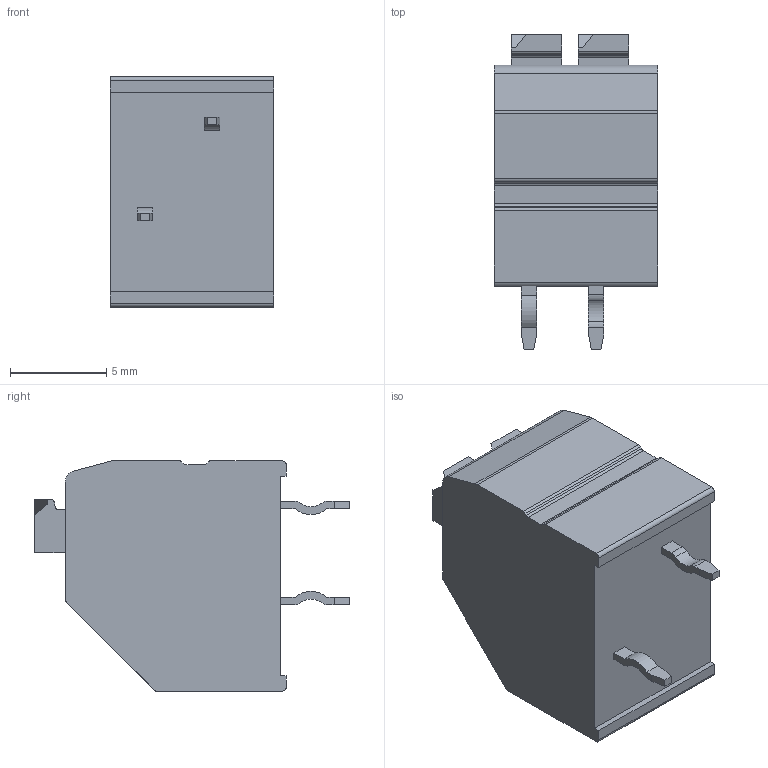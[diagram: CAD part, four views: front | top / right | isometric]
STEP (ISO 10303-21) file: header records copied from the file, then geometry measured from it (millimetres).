
FILE_DESCRIPTION((''),'2;1');
FILE_NAME('PRT0009','2024-11-02T14:31:50',('tluser'),(''),'CREO PARAMETRIC BY PTC INC, 2018100','CREO PARAMETRIC BY PTC INC, 2018100','');
FILE_SCHEMA(('AUTOMOTIVE_DESIGN { 1 0 10303 214 1 1 1 1 }'));
Length unit declared in the file: millimetre
Products named in the file (1): PRT0009
Bounding box: 8.5 x 16.4 x 12 mm (x, y, z)
Volume: 1007.6 mm3; surface area: 736.1 mm2
Topology: 1 solids, 1 shells, 118 faces, 320 edges, 208 vertices
Faces by surface type: plane 80, cylinder 30, cone 8
Entity records: 3852 total; most frequent: CARTESIAN_POINT 765, ORIENTED_EDGE 640, DIRECTION 609, EDGE_CURVE 320, VECTOR 228, LINE 228, VERTEX_POINT 208, AXIS2_PLACEMENT_3D 189
